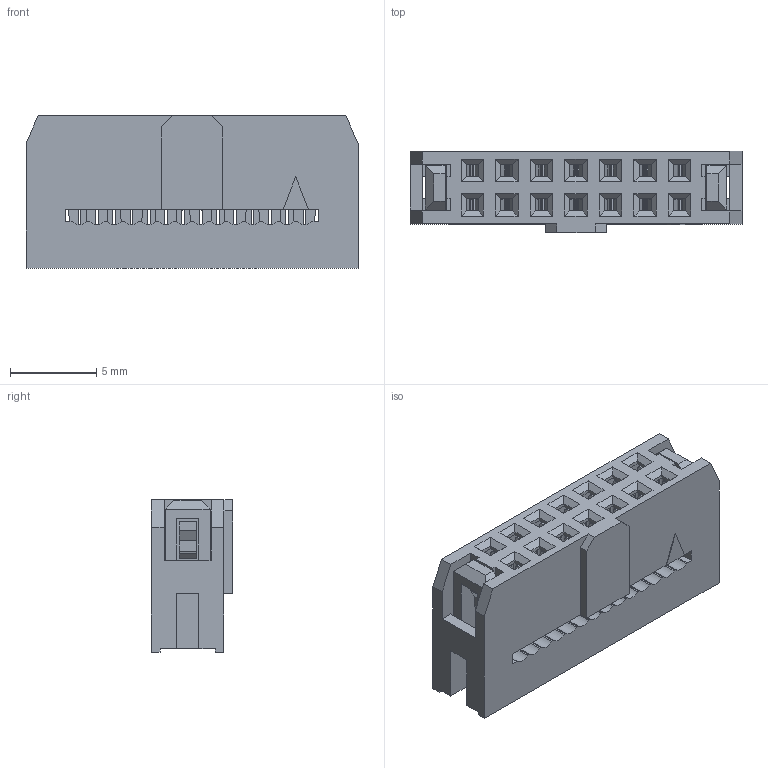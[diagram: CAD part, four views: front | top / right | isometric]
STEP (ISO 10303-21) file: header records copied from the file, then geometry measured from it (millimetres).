
FILE_DESCRIPTION( ('This file contains a STEP AP42 implementation' ,'as created by ZW3D STEP Interface translator.') ,'2;1' );
FILE_NAME( '5221-XXUPXXBW01.stp' ,'24 1 2.11 453', (''), ('ZWCAD Software Co.'), 'Version 1.0', 'ZW3D to STEP translator', '' );
FILE_SCHEMA(('AUTOMOTIVE_DESIGN { 1 0 10303 214 1 1 1 1 }'));
Length unit declared in the file: millimetre
Products named in the file (2): 0; 5221-14UPS0BW01
Bounding box: 19.2 x 4.7 x 8.82 mm (x, y, z)
Volume: 488.4 mm3; surface area: 1630.9 mm2
Topology: 1 solids, 1 shells, 1936 faces, 5691 edges, 3686 vertices
Faces by surface type: plane 1290, cylinder 396, bspline 250
Entity records: 68348 total; most frequent: CARTESIAN_POINT 14937, ORIENTED_EDGE 11506, DIRECTION 9995, EDGE_CURVE 5691, VECTOR 4105, LINE 4105, VERTEX_POINT 3686, AXIS2_PLACEMENT_3D 2945
